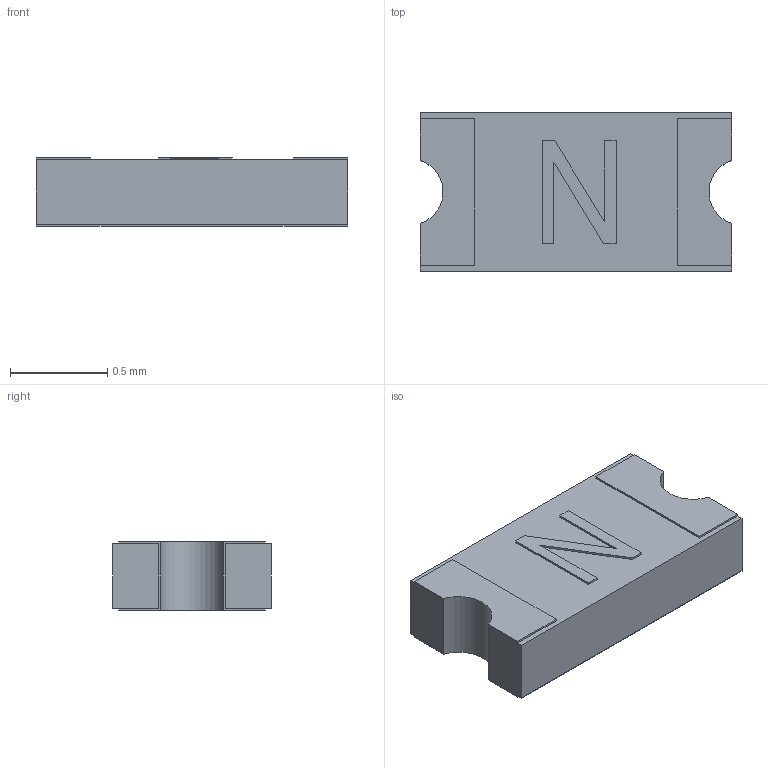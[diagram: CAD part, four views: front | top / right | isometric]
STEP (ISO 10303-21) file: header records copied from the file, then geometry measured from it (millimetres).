
FILE_DESCRIPTION (( 'STEP AP214' ), '1' );
FILE_NAME ('962A7054-565F-4A3A-A159-A88E91256693.STEP', '2024-04-08T10:38:54', ( '' ), ( '' ), 'SwSTEP 2.0', 'SolidWorks 2022', '' );
FILE_SCHEMA (( 'AUTOMOTIVE_DESIGN' ));
Length unit declared in the file: millimetre
Products named in the file (1): 962A7054-565F-4A3A-A159-A88E91256693
Bounding box: 1.6 x 0.81 x 0.35 mm (x, y, z)
Volume: 0.4 mm3; surface area: 8.3 mm2
Topology: 7 solids, 7 shells, 85 faces, 213 edges, 142 vertices
Faces by surface type: plane 78, cylinder 7
Entity records: 2609 total; most frequent: CARTESIAN_POINT 501, ORIENTED_EDGE 426, DIRECTION 379, EDGE_CURVE 213, VECTOR 179, LINE 179, VERTEX_POINT 142, AXIS2_PLACEMENT_3D 100
